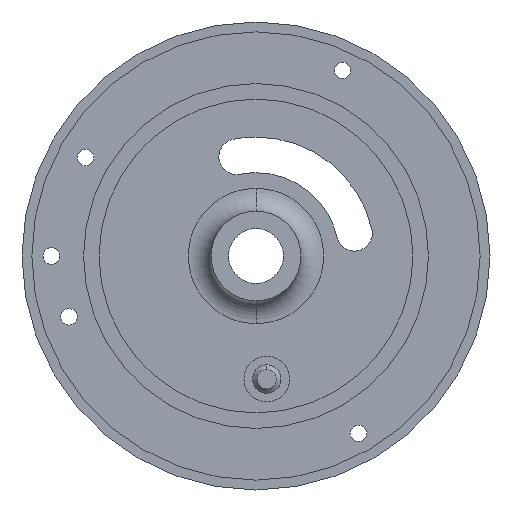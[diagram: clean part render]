
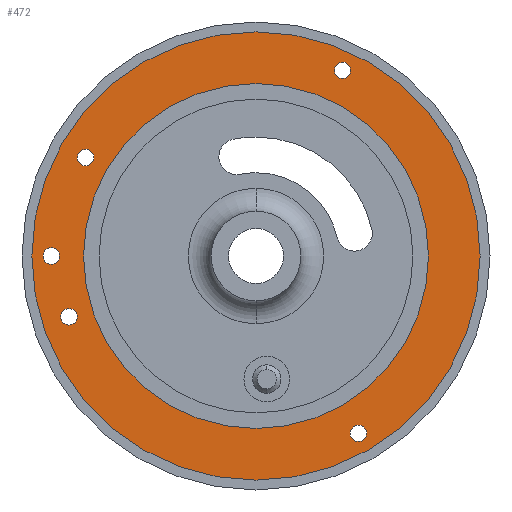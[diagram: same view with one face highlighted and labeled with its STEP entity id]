
A CAD part, left-side view. The second image highlights one B-rep face of the part: STEP entity #472.
In plain terms, the highlighted planar face has unit normal (-1, 0, 0).
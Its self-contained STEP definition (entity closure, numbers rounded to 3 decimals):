
#44 = VERTEX_POINT ( 'NONE', #1719 ) ;
#58 = EDGE_CURVE ( 'NONE', #1623, #1824, #705, .T. ) ;
#82 = DIRECTION ( 'NONE',  ( -1., 0., 0. ) ) ;
#119 = EDGE_CURVE ( 'NONE', #1824, #1623, #875, .T. ) ;
#120 = EDGE_LOOP ( 'NONE', ( #336, #1753 ) ) ;
#125 = DIRECTION ( 'NONE',  ( 0., 0., 1. ) ) ;
#140 = DIRECTION ( 'NONE',  ( 0., 0., 1. ) ) ;
#145 = AXIS2_PLACEMENT_3D ( 'NONE', #1512, #1996, #404 ) ;
#146 = CARTESIAN_POINT ( 'NONE',  ( 10.9, 20.448, -6.644 ) ) ;
#155 = ORIENTED_EDGE ( 'NONE', *, *, #119, .T. ) ;
#202 = FACE_BOUND ( 'NONE', #1563, .T. ) ;
#236 = FACE_BOUND ( 'NONE', #377, .T. ) ;
#263 = EDGE_CURVE ( 'NONE', #1044, #897, #644, .T. ) ;
#288 = CARTESIAN_POINT ( 'NONE',  ( 10.9, 22.375, 0. ) ) ;
#314 = EDGE_CURVE ( 'NONE', #438, #1460, #341, .T. ) ;
#321 = VERTEX_POINT ( 'NONE', #603 ) ;
#331 = AXIS2_PLACEMENT_3D ( 'NONE', #777, #1433, #1101 ) ;
#336 = ORIENTED_EDGE ( 'NONE', *, *, #520, .T. ) ;
#341 = CIRCLE ( 'NONE', #1946, 0.9 ) ;
#360 = CARTESIAN_POINT ( 'NONE',  ( 10.9, 22.375, 0. ) ) ;
#367 = CARTESIAN_POINT ( 'NONE',  ( 10.9, 0., 0. ) ) ;
#371 = ORIENTED_EDGE ( 'NONE', *, *, #263, .T. ) ;
#377 = EDGE_LOOP ( 'NONE', ( #1191, #1008 ) ) ;
#388 = CARTESIAN_POINT ( 'NONE',  ( 10.9, 0., 0. ) ) ;
#390 = CARTESIAN_POINT ( 'NONE',  ( 10.9, 0., 24.5 ) ) ;
#401 = CIRCLE ( 'NONE', #1798, 0.9 ) ;
#404 = DIRECTION ( 'NONE',  ( 0., 0., 1. ) ) ;
#438 = VERTEX_POINT ( 'NONE', #835 ) ;
#470 = DIRECTION ( 'NONE',  ( 1., 0., 0. ) ) ;
#472 = ADVANCED_FACE ( 'NONE', ( #236, #1156, #1477, #202, #1192, #1180, #518 ), #1019, .T. ) ;
#475 = AXIS2_PLACEMENT_3D ( 'NONE', #1053, #587, #2036 ) ;
#512 = AXIS2_PLACEMENT_3D ( 'NONE', #718, #2019, #732 ) ;
#514 = DIRECTION ( 'NONE',  ( 0., 0., 1. ) ) ;
#518 = FACE_OUTER_BOUND ( 'NONE', #120, .T. ) ;
#520 = EDGE_CURVE ( 'NONE', #1410, #44, #1246, .T. ) ;
#553 = CARTESIAN_POINT ( 'NONE',  ( 10.9, 18.62, 11.65 ) ) ;
#579 = CARTESIAN_POINT ( 'NONE',  ( 10.9, 0., 0. ) ) ;
#580 = CARTESIAN_POINT ( 'NONE',  ( 10.9, -11.188, -19.377 ) ) ;
#587 = DIRECTION ( 'NONE',  ( 1., 0., 0. ) ) ;
#603 = CARTESIAN_POINT ( 'NONE',  ( 10.9, 20.448, -5.744 ) ) ;
#629 = EDGE_CURVE ( 'NONE', #321, #1847, #913, .T. ) ;
#633 = EDGE_LOOP ( 'NONE', ( #639, #1711 ) ) ;
#639 = ORIENTED_EDGE ( 'NONE', *, *, #1808, .F. ) ;
#644 = CIRCLE ( 'NONE', #145, 0.9 ) ;
#646 = AXIS2_PLACEMENT_3D ( 'NONE', #1409, #1032, #742 ) ;
#679 = CARTESIAN_POINT ( 'NONE',  ( 10.9, 0., 18.85 ) ) ;
#680 = VERTEX_POINT ( 'NONE', #1377 ) ;
#687 = CARTESIAN_POINT ( 'NONE',  ( 10.9, 22.375, 0.9 ) ) ;
#705 = CIRCLE ( 'NONE', #878, 0.9 ) ;
#718 = CARTESIAN_POINT ( 'NONE',  ( 10.9, 0., 0. ) ) ;
#732 = DIRECTION ( 'NONE',  ( 0., 0., 1. ) ) ;
#742 = DIRECTION ( 'NONE',  ( 0., 0., 1. ) ) ;
#777 = CARTESIAN_POINT ( 'NONE',  ( 10.9, 0., 0. ) ) ;
#781 = CARTESIAN_POINT ( 'NONE',  ( 10.9, 18.62, 10.75 ) ) ;
#783 = EDGE_CURVE ( 'NONE', #1202, #1236, #401, .T. ) ;
#809 = CIRCLE ( 'NONE', #475, 0.9 ) ;
#835 = CARTESIAN_POINT ( 'NONE',  ( 10.9, 18.62, 9.85 ) ) ;
#838 = CIRCLE ( 'NONE', #1587, 0.9 ) ;
#843 = DIRECTION ( 'NONE',  ( -1., 0., 0. ) ) ;
#860 = DIRECTION ( 'NONE',  ( 0., 0., 1. ) ) ;
#870 = DIRECTION ( 'NONE',  ( 1., 0., 0. ) ) ;
#875 = CIRCLE ( 'NONE', #1618, 0.9 ) ;
#878 = AXIS2_PLACEMENT_3D ( 'NONE', #288, #1414, #1739 ) ;
#893 = EDGE_LOOP ( 'NONE', ( #1090, #155 ) ) ;
#897 = VERTEX_POINT ( 'NONE', #1234 ) ;
#902 = CARTESIAN_POINT ( 'NONE',  ( 10.9, -9.456, 19.379 ) ) ;
#913 = CIRCLE ( 'NONE', #646, 0.9 ) ;
#918 = AXIS2_PLACEMENT_3D ( 'NONE', #388, #1796, #1992 ) ;
#926 = DIRECTION ( 'NONE',  ( -1., 0., 0. ) ) ;
#931 = ORIENTED_EDGE ( 'NONE', *, *, #1427, .T. ) ;
#962 = DIRECTION ( 'NONE',  ( -1., 0., 0. ) ) ;
#967 = CIRCLE ( 'NONE', #331, 24.5 ) ;
#969 = CARTESIAN_POINT ( 'NONE',  ( 10.9, 22.375, -0.9 ) ) ;
#993 = CIRCLE ( 'NONE', #1442, 18.85 ) ;
#999 = DIRECTION ( 'NONE',  ( 0., 0., 1. ) ) ;
#1008 = ORIENTED_EDGE ( 'NONE', *, *, #314, .F. ) ;
#1016 = CARTESIAN_POINT ( 'NONE',  ( 10.9, 18.62, 10.75 ) ) ;
#1019 = PLANE ( 'NONE',  #918 ) ;
#1032 = DIRECTION ( 'NONE',  ( -1., 0., 0. ) ) ;
#1044 = VERTEX_POINT ( 'NONE', #1588 ) ;
#1053 = CARTESIAN_POINT ( 'NONE',  ( 10.9, -9.456, 20.279 ) ) ;
#1055 = ORIENTED_EDGE ( 'NONE', *, *, #629, .F. ) ;
#1068 = EDGE_LOOP ( 'NONE', ( #1055, #1807 ) ) ;
#1076 = ORIENTED_EDGE ( 'NONE', *, *, #2042, .T. ) ;
#1090 = ORIENTED_EDGE ( 'NONE', *, *, #58, .T. ) ;
#1101 = DIRECTION ( 'NONE',  ( 0., 0., 1. ) ) ;
#1120 = CIRCLE ( 'NONE', #1321, 0.9 ) ;
#1156 = FACE_BOUND ( 'NONE', #1068, .T. ) ;
#1180 = FACE_BOUND ( 'NONE', #633, .T. ) ;
#1191 = ORIENTED_EDGE ( 'NONE', *, *, #2014, .F. ) ;
#1192 = FACE_BOUND ( 'NONE', #893, .T. ) ;
#1202 = VERTEX_POINT ( 'NONE', #902 ) ;
#1234 = CARTESIAN_POINT ( 'NONE',  ( 10.9, -11.188, -20.277 ) ) ;
#1236 = VERTEX_POINT ( 'NONE', #1583 ) ;
#1240 = EDGE_CURVE ( 'NONE', #1847, #321, #1624, .T. ) ;
#1246 = CIRCLE ( 'NONE', #1478, 24.5 ) ;
#1321 = AXIS2_PLACEMENT_3D ( 'NONE', #580, #870, #860 ) ;
#1336 = VERTEX_POINT ( 'NONE', #679 ) ;
#1377 = CARTESIAN_POINT ( 'NONE',  ( 10.9, 0., -18.85 ) ) ;
#1409 = CARTESIAN_POINT ( 'NONE',  ( 10.9, 20.448, -6.644 ) ) ;
#1410 = VERTEX_POINT ( 'NONE', #390 ) ;
#1414 = DIRECTION ( 'NONE',  ( 1., 0., 0. ) ) ;
#1425 = CIRCLE ( 'NONE', #512, 18.85 ) ;
#1427 = EDGE_CURVE ( 'NONE', #897, #1044, #1120, .T. ) ;
#1433 = DIRECTION ( 'NONE',  ( -1., 0., 0. ) ) ;
#1442 = AXIS2_PLACEMENT_3D ( 'NONE', #579, #82, #2004 ) ;
#1451 = EDGE_CURVE ( 'NONE', #680, #1336, #1425, .T. ) ;
#1460 = VERTEX_POINT ( 'NONE', #553 ) ;
#1477 = FACE_BOUND ( 'NONE', #1701, .T. ) ;
#1478 = AXIS2_PLACEMENT_3D ( 'NONE', #367, #962, #999 ) ;
#1512 = CARTESIAN_POINT ( 'NONE',  ( 10.9, -11.188, -19.377 ) ) ;
#1535 = CARTESIAN_POINT ( 'NONE',  ( 10.9, 20.448, -7.544 ) ) ;
#1557 = EDGE_CURVE ( 'NONE', #44, #1410, #967, .T. ) ;
#1563 = EDGE_LOOP ( 'NONE', ( #931, #371 ) ) ;
#1564 = DIRECTION ( 'NONE',  ( 0., 0., 1. ) ) ;
#1583 = CARTESIAN_POINT ( 'NONE',  ( 10.9, -9.456, 21.179 ) ) ;
#1587 = AXIS2_PLACEMENT_3D ( 'NONE', #1016, #843, #1662 ) ;
#1588 = CARTESIAN_POINT ( 'NONE',  ( 10.9, -11.188, -18.477 ) ) ;
#1618 = AXIS2_PLACEMENT_3D ( 'NONE', #360, #1926, #514 ) ;
#1623 = VERTEX_POINT ( 'NONE', #969 ) ;
#1624 = CIRCLE ( 'NONE', #2028, 0.9 ) ;
#1662 = DIRECTION ( 'NONE',  ( 0., 0., 1. ) ) ;
#1701 = EDGE_LOOP ( 'NONE', ( #1938, #1076 ) ) ;
#1711 = ORIENTED_EDGE ( 'NONE', *, *, #1451, .F. ) ;
#1719 = CARTESIAN_POINT ( 'NONE',  ( 10.9, 0., -24.5 ) ) ;
#1739 = DIRECTION ( 'NONE',  ( 0., 0., 1. ) ) ;
#1753 = ORIENTED_EDGE ( 'NONE', *, *, #1557, .T. ) ;
#1796 = DIRECTION ( 'NONE',  ( -1., 0., 0. ) ) ;
#1798 = AXIS2_PLACEMENT_3D ( 'NONE', #1908, #470, #140 ) ;
#1807 = ORIENTED_EDGE ( 'NONE', *, *, #1240, .F. ) ;
#1808 = EDGE_CURVE ( 'NONE', #1336, #680, #993, .T. ) ;
#1824 = VERTEX_POINT ( 'NONE', #687 ) ;
#1847 = VERTEX_POINT ( 'NONE', #1535 ) ;
#1908 = CARTESIAN_POINT ( 'NONE',  ( 10.9, -9.456, 20.279 ) ) ;
#1926 = DIRECTION ( 'NONE',  ( 1., 0., 0. ) ) ;
#1938 = ORIENTED_EDGE ( 'NONE', *, *, #783, .T. ) ;
#1946 = AXIS2_PLACEMENT_3D ( 'NONE', #781, #2055, #1564 ) ;
#1992 = DIRECTION ( 'NONE',  ( 0., 0., 1. ) ) ;
#1996 = DIRECTION ( 'NONE',  ( 1., 0., 0. ) ) ;
#2004 = DIRECTION ( 'NONE',  ( 0., 0., 1. ) ) ;
#2014 = EDGE_CURVE ( 'NONE', #1460, #438, #838, .T. ) ;
#2019 = DIRECTION ( 'NONE',  ( -1., 0., 0. ) ) ;
#2028 = AXIS2_PLACEMENT_3D ( 'NONE', #146, #926, #125 ) ;
#2036 = DIRECTION ( 'NONE',  ( 0., 0., 1. ) ) ;
#2042 = EDGE_CURVE ( 'NONE', #1236, #1202, #809, .T. ) ;
#2055 = DIRECTION ( 'NONE',  ( -1., 0., 0. ) ) ;
